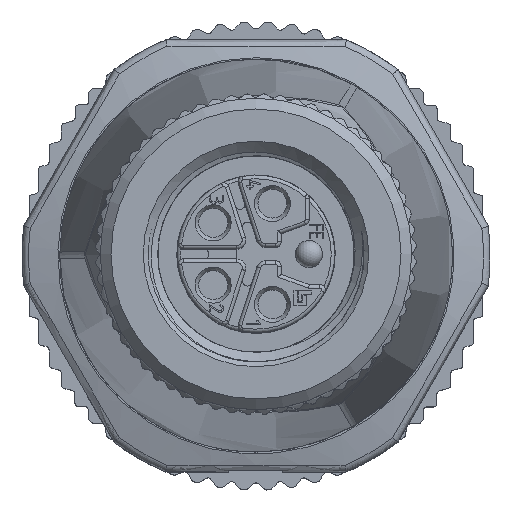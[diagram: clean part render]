
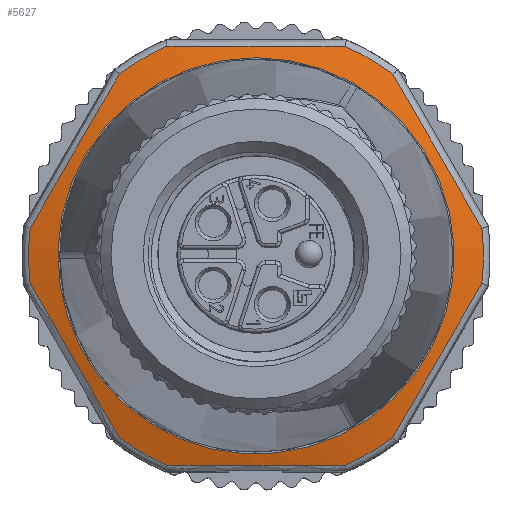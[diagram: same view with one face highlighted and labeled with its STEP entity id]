
A CAD part, top view. The second image highlights one B-rep face of the part: STEP entity #5627.
In plain terms, the highlighted conical face has half-angle 75 degrees and reference radius 13 mm.
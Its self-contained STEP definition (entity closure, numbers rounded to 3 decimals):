
#3678=CONICAL_SURFACE('',#21313,13.,75.);
#4825=B_SPLINE_CURVE_WITH_KNOTS('',3,(#29733,#29734,#29735,#29736),
 .UNSPECIFIED.,.F.,.F.,(4,4),(0.,1.),.UNSPECIFIED.);
#4826=B_SPLINE_CURVE_WITH_KNOTS('',3,(#29740,#29741,#29742,#29743),
 .UNSPECIFIED.,.F.,.F.,(4,4),(0.,1.),.UNSPECIFIED.);
#4827=B_SPLINE_CURVE_WITH_KNOTS('',3,(#29747,#29748,#29749,#29750),
 .UNSPECIFIED.,.F.,.F.,(4,4),(0.,1.),.UNSPECIFIED.);
#4828=B_SPLINE_CURVE_WITH_KNOTS('',3,(#29754,#29755,#29756,#29757),
 .UNSPECIFIED.,.F.,.F.,(4,4),(0.,1.),.UNSPECIFIED.);
#4829=B_SPLINE_CURVE_WITH_KNOTS('',3,(#29761,#29762,#29763,#29764),
 .UNSPECIFIED.,.F.,.F.,(4,4),(0.,1.),.UNSPECIFIED.);
#4830=B_SPLINE_CURVE_WITH_KNOTS('',3,(#29768,#29769,#29770,#29771),
 .UNSPECIFIED.,.F.,.F.,(4,4),(0.,1.),.UNSPECIFIED.);
#5627=ADVANCED_FACE('',(#7278,#7279),#3678,.T.);
#7278=FACE_BOUND('',#7540,.T.);
#7279=FACE_BOUND('',#7541,.T.);
#7540=EDGE_LOOP('',(#9236,#9237,#9238,#9239,#9240,#9241,#9242,#9243,#9244,
#9245,#9246,#9247));
#7541=EDGE_LOOP('',(#9248));
#9236=ORIENTED_EDGE('',*,*,#17445,.T.);
#9237=ORIENTED_EDGE('',*,*,#17446,.T.);
#9238=ORIENTED_EDGE('',*,*,#17447,.T.);
#9239=ORIENTED_EDGE('',*,*,#17448,.T.);
#9240=ORIENTED_EDGE('',*,*,#17449,.T.);
#9241=ORIENTED_EDGE('',*,*,#17450,.T.);
#9242=ORIENTED_EDGE('',*,*,#17451,.T.);
#9243=ORIENTED_EDGE('',*,*,#17452,.T.);
#9244=ORIENTED_EDGE('',*,*,#17453,.T.);
#9245=ORIENTED_EDGE('',*,*,#17454,.T.);
#9246=ORIENTED_EDGE('',*,*,#17455,.T.);
#9247=ORIENTED_EDGE('',*,*,#17456,.T.);
#9248=ORIENTED_EDGE('',*,*,#17425,.F.);
#15316=VERTEX_POINT('',#29628);
#15335=VERTEX_POINT('',#29731);
#15336=VERTEX_POINT('',#29732);
#15337=VERTEX_POINT('',#29737);
#15338=VERTEX_POINT('',#29739);
#15339=VERTEX_POINT('',#29744);
#15340=VERTEX_POINT('',#29746);
#15341=VERTEX_POINT('',#29751);
#15342=VERTEX_POINT('',#29753);
#15343=VERTEX_POINT('',#29758);
#15344=VERTEX_POINT('',#29760);
#15345=VERTEX_POINT('',#29765);
#15346=VERTEX_POINT('',#29767);
#17425=EDGE_CURVE('',#15316,#15316,#20324,.T.);
#17445=EDGE_CURVE('',#15335,#15336,#20336,.T.);
#17446=EDGE_CURVE('',#15336,#15337,#4825,.T.);
#17447=EDGE_CURVE('',#15337,#15338,#20337,.T.);
#17448=EDGE_CURVE('',#15338,#15339,#4826,.T.);
#17449=EDGE_CURVE('',#15339,#15340,#20338,.T.);
#17450=EDGE_CURVE('',#15340,#15341,#4827,.T.);
#17451=EDGE_CURVE('',#15341,#15342,#20339,.T.);
#17452=EDGE_CURVE('',#15342,#15343,#4828,.T.);
#17453=EDGE_CURVE('',#15343,#15344,#20340,.T.);
#17454=EDGE_CURVE('',#15344,#15345,#4829,.T.);
#17455=EDGE_CURVE('',#15345,#15346,#20341,.T.);
#17456=EDGE_CURVE('',#15346,#15335,#4830,.T.);
#20324=CIRCLE('',#21288,11.);
#20336=CIRCLE('',#21307,12.629);
#20337=CIRCLE('',#21308,12.629);
#20338=CIRCLE('',#21309,12.629);
#20339=CIRCLE('',#21310,12.629);
#20340=CIRCLE('',#21311,12.629);
#20341=CIRCLE('',#21312,12.629);
#21288=AXIS2_PLACEMENT_3D('',#29627,#23826,#23827);
#21307=AXIS2_PLACEMENT_3D('',#29730,#23869,#23870);
#21308=AXIS2_PLACEMENT_3D('',#29738,#23871,#23872);
#21309=AXIS2_PLACEMENT_3D('',#29745,#23873,#23874);
#21310=AXIS2_PLACEMENT_3D('',#29752,#23875,#23876);
#21311=AXIS2_PLACEMENT_3D('',#29759,#23877,#23878);
#21312=AXIS2_PLACEMENT_3D('',#29766,#23879,#23880);
#21313=AXIS2_PLACEMENT_3D('',#29772,#23881,#23882);
#23826=DIRECTION('',(0.,0.,1.));
#23827=DIRECTION('',(0.,1.,0.));
#23869=DIRECTION('',(0.,0.,1.));
#23870=DIRECTION('',(0.,1.,0.));
#23871=DIRECTION('',(0.,0.,1.));
#23872=DIRECTION('',(0.,1.,0.));
#23873=DIRECTION('',(0.,0.,1.));
#23874=DIRECTION('',(0.,1.,0.));
#23875=DIRECTION('',(0.,0.,1.));
#23876=DIRECTION('',(0.,1.,0.));
#23877=DIRECTION('',(0.,0.,1.));
#23878=DIRECTION('',(0.,1.,0.));
#23879=DIRECTION('',(0.,0.,1.));
#23880=DIRECTION('',(0.,1.,0.));
#23881=DIRECTION('',(0.,0.,-1.));
#23882=DIRECTION('',(0.,-1.,0.));
#29627=CARTESIAN_POINT('',(0.,0.,12.4));
#29628=CARTESIAN_POINT('',(0.005,11.,12.4));
#29730=CARTESIAN_POINT('',(0.,0.,11.963));
#29731=CARTESIAN_POINT('',(-7.592,-10.092,11.963));
#29732=CARTESIAN_POINT('',(-4.955,-11.617,11.963));
#29733=CARTESIAN_POINT('',(-4.955,-11.617,11.963));
#29734=CARTESIAN_POINT('',(-1.666,-11.63,12.306));
#29735=CARTESIAN_POINT('',(1.654,-11.632,12.306));
#29736=CARTESIAN_POINT('',(4.944,-11.621,11.963));
#29737=CARTESIAN_POINT('',(4.944,-11.621,11.963));
#29738=CARTESIAN_POINT('',(0.,0.,11.963));
#29739=CARTESIAN_POINT('',(7.583,-10.1,11.963));
#29740=CARTESIAN_POINT('',(7.583,-10.1,11.963));
#29741=CARTESIAN_POINT('',(9.239,-7.258,12.306));
#29742=CARTESIAN_POINT('',(10.9,-4.384,12.306));
#29743=CARTESIAN_POINT('',(12.537,-1.529,11.963));
#29744=CARTESIAN_POINT('',(12.537,-1.529,11.963));
#29745=CARTESIAN_POINT('',(0.,0.,11.963));
#29746=CARTESIAN_POINT('',(12.538,1.517,11.963));
#29747=CARTESIAN_POINT('',(12.538,1.517,11.963));
#29748=CARTESIAN_POINT('',(10.905,4.373,12.306));
#29749=CARTESIAN_POINT('',(9.247,7.248,12.306));
#29750=CARTESIAN_POINT('',(7.592,10.092,11.963));
#29751=CARTESIAN_POINT('',(7.592,10.092,11.963));
#29752=CARTESIAN_POINT('',(0.,0.,11.963));
#29753=CARTESIAN_POINT('',(4.955,11.617,11.963));
#29754=CARTESIAN_POINT('',(4.955,11.617,11.963));
#29755=CARTESIAN_POINT('',(1.666,11.63,12.306));
#29756=CARTESIAN_POINT('',(-1.654,11.632,12.306));
#29757=CARTESIAN_POINT('',(-4.944,11.621,11.963));
#29758=CARTESIAN_POINT('',(-4.944,11.621,11.963));
#29759=CARTESIAN_POINT('',(0.,0.,11.963));
#29760=CARTESIAN_POINT('',(-7.583,10.1,11.963));
#29761=CARTESIAN_POINT('',(-7.583,10.1,11.963));
#29762=CARTESIAN_POINT('',(-9.239,7.258,12.306));
#29763=CARTESIAN_POINT('',(-10.9,4.384,12.306));
#29764=CARTESIAN_POINT('',(-12.537,1.529,11.963));
#29765=CARTESIAN_POINT('',(-12.537,1.529,11.963));
#29766=CARTESIAN_POINT('',(0.,0.,11.963));
#29767=CARTESIAN_POINT('',(-12.538,-1.517,11.963));
#29768=CARTESIAN_POINT('',(-12.538,-1.517,11.963));
#29769=CARTESIAN_POINT('',(-10.905,-4.373,12.306));
#29770=CARTESIAN_POINT('',(-9.247,-7.248,12.306));
#29771=CARTESIAN_POINT('',(-7.592,-10.092,11.963));
#29772=CARTESIAN_POINT('',(0.,0.,11.864));
